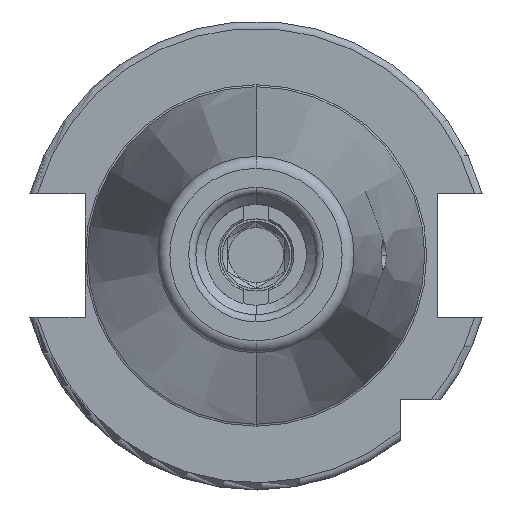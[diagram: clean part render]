
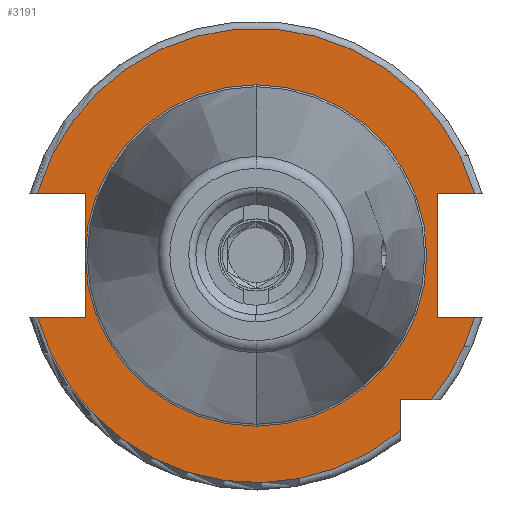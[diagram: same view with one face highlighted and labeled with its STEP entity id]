
A CAD part, top view. The second image highlights one B-rep face of the part: STEP entity #3191.
In plain terms, the highlighted planar face has unit normal (0, 0, 1).
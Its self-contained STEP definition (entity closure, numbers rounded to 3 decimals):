
#644=CARTESIAN_POINT('',(0,0,15.9));
#645=DIRECTION('',(0,0,1));
#646=DIRECTION('',(0.962,0.272,0));
#647=AXIS2_PLACEMENT_3D('',#644,#645,#646);
#695=CARTESIAN_POINT('',(0,0,15.9));
#696=DIRECTION('',(0,0,1));
#697=DIRECTION('',(-0.962,-0.272,0));
#698=AXIS2_PLACEMENT_3D('',#695,#696,#697);
#714=DIRECTION('',(1,0,0));
#715=VECTOR('',#714,9.969);
#716=CARTESIAN_POINT('',(-45.469,-12.85,15.9));
#717=LINE('',#716,#715);
#718=DIRECTION('',(0.,1,0));
#719=VECTOR('',#718,12.85);
#720=CARTESIAN_POINT('',(-35.5,-12.85,15.9));
#721=LINE('',#720,#719);
#722=DIRECTION('',(0.,1,0));
#723=VECTOR('',#722,12.85);
#724=CARTESIAN_POINT('',(-35.5,0,15.9));
#725=LINE('',#724,#723);
#726=DIRECTION('',(1,0,0));
#727=VECTOR('',#726,9.969);
#728=CARTESIAN_POINT('',(-45.469,12.85,15.9));
#729=LINE('',#728,#727);
#730=DIRECTION('',(-1,0,0));
#731=VECTOR('',#730,7.769);
#732=CARTESIAN_POINT('',(45.469,12.85,15.9));
#733=LINE('',#732,#731);
#734=DIRECTION('',(0,-1,0));
#735=VECTOR('',#734,25.7);
#736=CARTESIAN_POINT('',(37.7,12.85,15.9));
#737=LINE('',#736,#735);
#738=DIRECTION('',(-1,0,0));
#739=VECTOR('',#738,7.769);
#740=CARTESIAN_POINT('',(45.469,-12.85,15.9));
#741=LINE('',#740,#739);
#742=CARTESIAN_POINT('',(0,0,15.9));
#743=DIRECTION('',(0,0,1));
#744=DIRECTION('',(0.773,-0.635,0));
#745=AXIS2_PLACEMENT_3D('',#742,#743,#744);
#747=DIRECTION('',(-1,0,0));
#748=VECTOR('',#747,6.504);
#749=CARTESIAN_POINT('',(36.504,-30,15.9));
#750=LINE('',#749,#748);
#751=DIRECTION('',(0,1,0));
#752=VECTOR('',#751,6.504);
#753=CARTESIAN_POINT('',(30,-36.504,15.9));
#754=LINE('',#753,#752);
#755=CARTESIAN_POINT('',(0,0,15.9));
#756=DIRECTION('',(0,0,1));
#757=DIRECTION('',(0,1,0));
#758=AXIS2_PLACEMENT_3D('',#755,#756,#757);
#770=CARTESIAN_POINT('',(0,0,15.9));
#771=DIRECTION('',(0,0,1));
#772=DIRECTION('',(-1,0,0));
#773=AXIS2_PLACEMENT_3D('',#770,#771,#772);
#775=CARTESIAN_POINT('',(0,0,15.9));
#776=DIRECTION('',(0,0,-1));
#777=DIRECTION('',(0,1,0));
#778=AXIS2_PLACEMENT_3D('',#775,#776,#777);
#2067=CARTESIAN_POINT('',(0,35.5,15.9));
#2069=VERTEX_POINT('',#2067);
#2089=CARTESIAN_POINT('',(0,-35.5,15.9));
#2091=VERTEX_POINT('',#2089);
#2237=CARTESIAN_POINT('',(-45.469,-12.85,15.9));
#2238=CARTESIAN_POINT('',(-35.5,-12.85,15.9));
#2239=VERTEX_POINT('',#2237);
#2240=VERTEX_POINT('',#2238);
#2241=CARTESIAN_POINT('',(-35.5,0,15.9));
#2242=VERTEX_POINT('',#2241);
#2243=CARTESIAN_POINT('',(-35.5,12.85,15.9));
#2244=VERTEX_POINT('',#2243);
#2245=CARTESIAN_POINT('',(-45.469,12.85,15.9));
#2246=VERTEX_POINT('',#2245);
#2247=CARTESIAN_POINT('',(37.7,12.85,15.9));
#2248=CARTESIAN_POINT('',(37.7,-12.85,15.9));
#2249=VERTEX_POINT('',#2247);
#2250=VERTEX_POINT('',#2248);
#2251=CARTESIAN_POINT('',(45.469,-12.85,15.9));
#2252=VERTEX_POINT('',#2251);
#2253=CARTESIAN_POINT('',(45.469,12.85,15.9));
#2254=VERTEX_POINT('',#2253);
#2255=CARTESIAN_POINT('',(30,-36.504,15.9));
#2256=CARTESIAN_POINT('',(30,-30,15.9));
#2257=VERTEX_POINT('',#2255);
#2258=VERTEX_POINT('',#2256);
#2259=CARTESIAN_POINT('',(36.504,-30,15.9));
#2260=VERTEX_POINT('',#2259);
#3164=CARTESIAN_POINT('',(0,0,15.9));
#3165=DIRECTION('',(0,0,-1));
#3166=DIRECTION('',(0,-1,0));
#3167=AXIS2_PLACEMENT_3D('',#3164,#3165,#3166);
#3168=PLANE('',#3167);
#3169=ORIENTED_EDGE('',*,*,#2543,.T.);
#3170=ORIENTED_EDGE('',*,*,#2580,.T.);
#3172=ORIENTED_EDGE('',*,*,#3171,.T.);
#3174=ORIENTED_EDGE('',*,*,#3173,.F.);
#3176=ORIENTED_EDGE('',*,*,#3175,.T.);
#3177=ORIENTED_EDGE('',*,*,#2578,.T.);
#3178=ORIENTED_EDGE('',*,*,#2614,.F.);
#3179=ORIENTED_EDGE('',*,*,#3142,.F.);
#3181=ORIENTED_EDGE('',*,*,#3180,.T.);
#3183=ORIENTED_EDGE('',*,*,#3182,.T.);
#3184=ORIENTED_EDGE('',*,*,#2690,.F.);
#3185=ORIENTED_EDGE('',*,*,#3132,.F.);
#3186=ORIENTED_EDGE('',*,*,#2747,.T.);
#3187=ORIENTED_EDGE('',*,*,#2798,.F.);
#3188=ORIENTED_EDGE('',*,*,#3158,.F.);
#3189=EDGE_LOOP('',(#3169,#3170,#3172,#3174,#3176,#3177,#3178,#3179,#3181,#3183,
#3184,#3185,#3186,#3187,#3188));
#3190=FACE_OUTER_BOUND('',#3189,.F.);
#3191=ADVANCED_FACE('',(#3190),#3168,.F.);
#648=CIRCLE('',#647,47.25);
#699=CIRCLE('',#698,47.25);
#746=CIRCLE('',#745,47.25);
#759=CIRCLE('',#758,35.5);
#774=CIRCLE('',#773,35.5);
#779=CIRCLE('',#778,35.5);
#2543=EDGE_CURVE('',#2239,#2240,#717,.T.);
#2578=EDGE_CURVE('',#2242,#2244,#725,.T.);
#2580=EDGE_CURVE('',#2240,#2242,#721,.T.);
#2614=EDGE_CURVE('',#2246,#2244,#729,.T.);
#2690=EDGE_CURVE('',#2252,#2250,#741,.T.);
#2747=EDGE_CURVE('',#2260,#2258,#750,.T.);
#2798=EDGE_CURVE('',#2257,#2258,#754,.T.);
#3132=EDGE_CURVE('',#2260,#2252,#746,.T.);
#3142=EDGE_CURVE('',#2254,#2246,#648,.T.);
#3158=EDGE_CURVE('',#2239,#2257,#699,.T.);
#3171=EDGE_CURVE('',#2242,#2091,#774,.T.);
#3173=EDGE_CURVE('',#2069,#2091,#779,.T.);
#3175=EDGE_CURVE('',#2069,#2242,#759,.T.);
#3180=EDGE_CURVE('',#2254,#2249,#733,.T.);
#3182=EDGE_CURVE('',#2249,#2250,#737,.T.);
